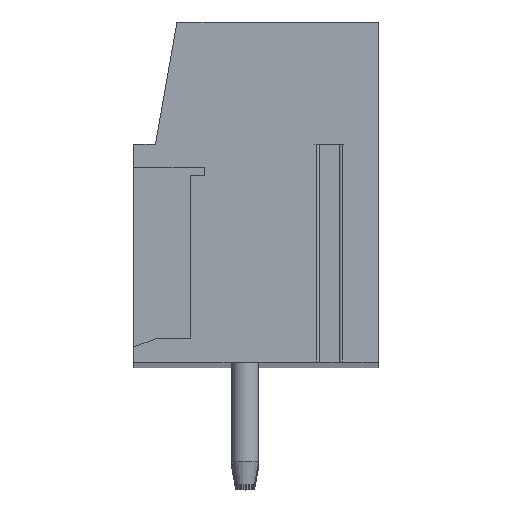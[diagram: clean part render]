
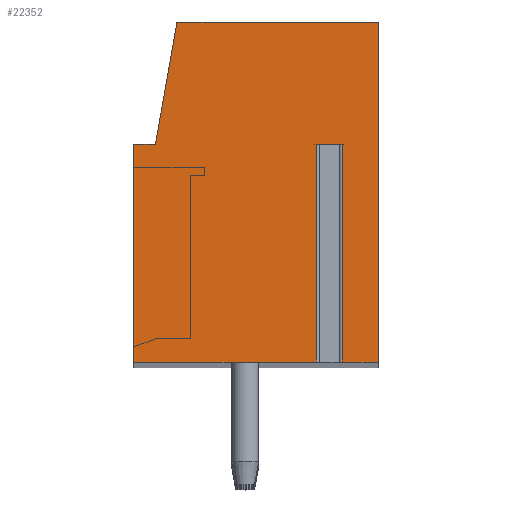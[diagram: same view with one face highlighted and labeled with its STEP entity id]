
A CAD part, top view. The second image highlights one B-rep face of the part: STEP entity #22352.
In plain terms, the highlighted planar face has unit normal (0, 0, 1).
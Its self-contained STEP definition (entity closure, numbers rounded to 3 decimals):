
#20=DIRECTION('',(-1.,0.,0.));
#21=VECTOR('',#20,0.958);
#22=CARTESIAN_POINT('',(3.179,1.75,117.5));
#23=LINE('',#22,#21);
#24=DIRECTION('',(0.,-1.,0.));
#25=VECTOR('',#24,8.);
#26=CARTESIAN_POINT('',(2.221,1.75,117.5));
#27=LINE('',#26,#25);
#28=DIRECTION('',(1.,0.,0.));
#29=VECTOR('',#28,6.721);
#30=CARTESIAN_POINT('',(-4.5,-6.25,117.5));
#31=LINE('',#30,#29);
#32=DIRECTION('',(0.,-1.,0.));
#33=VECTOR('',#32,8.);
#34=CARTESIAN_POINT('',(-4.5,1.75,117.5));
#35=LINE('',#34,#33);
#36=DIRECTION('',(-1.,0.,0.));
#37=VECTOR('',#36,0.8);
#38=CARTESIAN_POINT('',(-3.7,1.75,117.5));
#39=LINE('',#38,#37);
#40=DIRECTION('',(-0.174,-0.985,0.));
#41=VECTOR('',#40,4.569);
#42=CARTESIAN_POINT('',(-2.907,6.25,117.5));
#43=LINE('',#42,#41);
#44=DIRECTION('',(-1.,0.,0.));
#45=VECTOR('',#44,7.407);
#46=CARTESIAN_POINT('',(4.5,6.25,117.5));
#47=LINE('',#46,#45);
#48=DIRECTION('',(0.,1.,0.));
#49=VECTOR('',#48,12.5);
#50=CARTESIAN_POINT('',(4.5,-6.25,117.5));
#51=LINE('',#50,#49);
#52=DIRECTION('',(1.,0.,0.));
#53=VECTOR('',#52,1.321);
#54=CARTESIAN_POINT('',(3.179,-6.25,117.5));
#55=LINE('',#54,#53);
#56=DIRECTION('',(0.,-1.,0.));
#57=VECTOR('',#56,8.);
#58=CARTESIAN_POINT('',(3.179,1.75,117.5));
#59=LINE('',#58,#57);
#17724=CARTESIAN_POINT('',(-2.907,6.25,117.5));
#17725=CARTESIAN_POINT('',(-3.7,1.75,117.5));
#17726=VERTEX_POINT('',#17724);
#17727=VERTEX_POINT('',#17725);
#17728=CARTESIAN_POINT('',(-4.5,1.75,117.5));
#17729=VERTEX_POINT('',#17728);
#17730=CARTESIAN_POINT('',(-4.5,-6.25,117.5));
#17731=VERTEX_POINT('',#17730);
#17732=CARTESIAN_POINT('',(4.5,-6.25,117.5));
#17733=CARTESIAN_POINT('',(4.5,6.25,117.5));
#17734=VERTEX_POINT('',#17732);
#17735=VERTEX_POINT('',#17733);
#17792=CARTESIAN_POINT('',(3.179,1.75,117.5));
#17793=CARTESIAN_POINT('',(2.221,1.75,117.5));
#17794=VERTEX_POINT('',#17792);
#17795=VERTEX_POINT('',#17793);
#17796=CARTESIAN_POINT('',(3.179,-6.25,117.5));
#17797=VERTEX_POINT('',#17796);
#17798=CARTESIAN_POINT('',(2.221,-6.25,117.5));
#17799=VERTEX_POINT('',#17798);
#22325=CARTESIAN_POINT('',(0.,0.,117.5));
#22326=DIRECTION('',(0.,0.,1.));
#22327=DIRECTION('',(1.,0.,0.));
#22328=AXIS2_PLACEMENT_3D('',#22325,#22326,#22327);
#22329=PLANE('',#22328);
#22331=ORIENTED_EDGE('',*,*,#22330,.T.);
#22333=ORIENTED_EDGE('',*,*,#22332,.T.);
#22335=ORIENTED_EDGE('',*,*,#22334,.F.);
#22337=ORIENTED_EDGE('',*,*,#22336,.F.);
#22339=ORIENTED_EDGE('',*,*,#22338,.F.);
#22341=ORIENTED_EDGE('',*,*,#22340,.F.);
#22343=ORIENTED_EDGE('',*,*,#22342,.F.);
#22345=ORIENTED_EDGE('',*,*,#22344,.F.);
#22347=ORIENTED_EDGE('',*,*,#22346,.F.);
#22349=ORIENTED_EDGE('',*,*,#22348,.F.);
#22350=EDGE_LOOP('',(#22331,#22333,#22335,#22337,#22339,#22341,#22343,#22345,
#22347,#22349));
#22351=FACE_OUTER_BOUND('',#22350,.F.);
#22330=EDGE_CURVE('',#17794,#17795,#23,.T.);
#22332=EDGE_CURVE('',#17795,#17799,#27,.T.);
#22334=EDGE_CURVE('',#17731,#17799,#31,.T.);
#22336=EDGE_CURVE('',#17729,#17731,#35,.T.);
#22338=EDGE_CURVE('',#17727,#17729,#39,.T.);
#22340=EDGE_CURVE('',#17726,#17727,#43,.T.);
#22342=EDGE_CURVE('',#17735,#17726,#47,.T.);
#22344=EDGE_CURVE('',#17734,#17735,#51,.T.);
#22346=EDGE_CURVE('',#17797,#17734,#55,.T.);
#22348=EDGE_CURVE('',#17794,#17797,#59,.T.);
#22352=ADVANCED_FACE('',(#22351),#22329,.T.);
